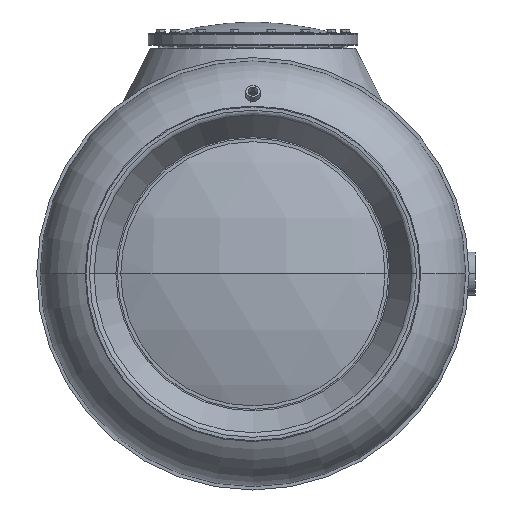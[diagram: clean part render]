
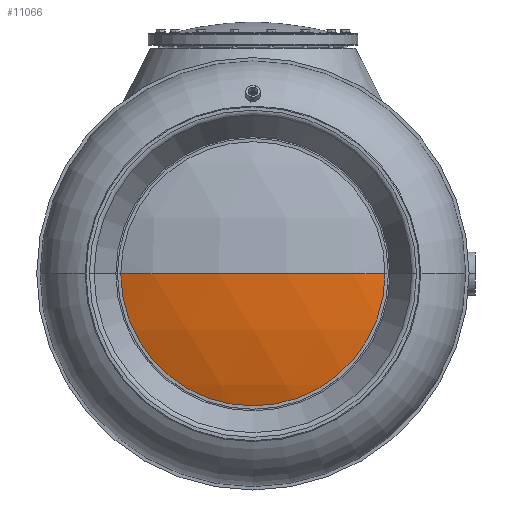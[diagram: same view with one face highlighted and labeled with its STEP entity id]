
A CAD part, front view. The second image highlights one B-rep face of the part: STEP entity #11066.
In plain terms, the highlighted spherical face has radius 1015 mm.
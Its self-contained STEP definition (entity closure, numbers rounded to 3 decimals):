
#682 = ORIENTED_EDGE ( 'NONE', *, *, #15879, .F. ) ;
#1617 = CIRCLE ( 'NONE', #22834, 390.385 ) ;
#1901 = EDGE_CURVE ( 'NONE', #13985, #22030, #5782, .T. ) ;
#5592 = DIRECTION ( 'NONE',  ( 1., 0., 0. ) ) ;
#5736 = ORIENTED_EDGE ( 'NONE', *, *, #1901, .T. ) ;
#5782 = CIRCLE ( 'NONE', #19274, 1015. ) ;
#6529 = CARTESIAN_POINT ( 'NONE',  ( 0., 1015., 0. ) ) ;
#6620 = AXIS2_PLACEMENT_3D ( 'NONE', #10471, #21839, #6866 ) ;
#6866 = DIRECTION ( 'NONE',  ( 1., 0., 0. ) ) ;
#7400 = DIRECTION ( 'NONE',  ( 0., 1., 0. ) ) ;
#9211 = CARTESIAN_POINT ( 'NONE',  ( 0., 78.077, 0. ) ) ;
#10471 = CARTESIAN_POINT ( 'NONE',  ( 0., 1015., 0. ) ) ;
#11066 = ADVANCED_FACE ( 'NONE', ( #11789 ), #12628, .T. ) ;
#11789 = FACE_OUTER_BOUND ( 'NONE', #19227, .T. ) ;
#12249 = CARTESIAN_POINT ( 'NONE',  ( 390.385, 78.077, 0. ) ) ;
#12628 = SPHERICAL_SURFACE ( 'NONE', #6620, 1015. ) ;
#13454 = CARTESIAN_POINT ( 'NONE',  ( -390.385, 78.077, 0. ) ) ;
#13985 = VERTEX_POINT ( 'NONE', #12249 ) ;
#15552 = DIRECTION ( 'NONE',  ( 0., -1., 0. ) ) ;
#15879 = EDGE_CURVE ( 'NONE', #13985, #22030, #1617, .T. ) ;
#19227 = EDGE_LOOP ( 'NONE', ( #5736, #682 ) ) ;
#19274 = AXIS2_PLACEMENT_3D ( 'NONE', #6529, #22709, #15552 ) ;
#21839 = DIRECTION ( 'NONE',  ( 0., 0., -1. ) ) ;
#22030 = VERTEX_POINT ( 'NONE', #13454 ) ;
#22709 = DIRECTION ( 'NONE',  ( 0., 0., -1. ) ) ;
#22834 = AXIS2_PLACEMENT_3D ( 'NONE', #9211, #7400, #5592 ) ;
